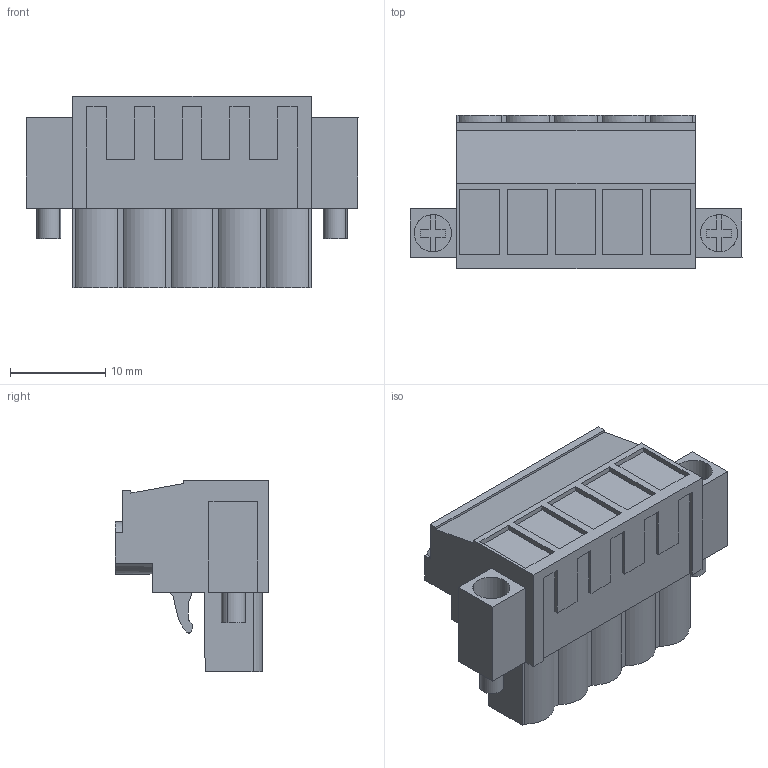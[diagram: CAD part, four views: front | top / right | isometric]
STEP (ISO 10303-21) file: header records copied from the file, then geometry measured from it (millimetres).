
FILE_DESCRIPTION(('CATIA V5 STEP Exchange','CAx-IF Rec.Pracs.--- Model Styling and Organization---1.2---2011-12-15'),'2;1');
FILE_NAME ('D1460351_0_1955770000_1955770000.stp','2017-05-31T12:26:35+00:00',('none'),('Weidmueller'),'CATIA Version 5-6 Release 2014','CATIA V5 STEP AP214','none');
FILE_SCHEMA(('AUTOMOTIVE_DESIGN { 1 0 10303 214 1 1 1 1 }'));
Length unit declared in the file: millimetre
Products named in the file (1): 1955770000
Bounding box: 34.8 x 16.1 x 20.1 mm (x, y, z)
Volume: 5417.3 mm3; surface area: 3686.6 mm2
Topology: 8 solids, 8 shells, 404 faces, 1128 edges, 764 vertices
Faces by surface type: plane 321, cylinder 83
Entity records: 12427 total; most frequent: CARTESIAN_POINT 2375, ORIENTED_EDGE 2256, DIRECTION 1726, EDGE_CURVE 1128, VECTOR 924, LINE 924, VERTEX_POINT 764, AXIS2_PLACEMENT_3D 492
